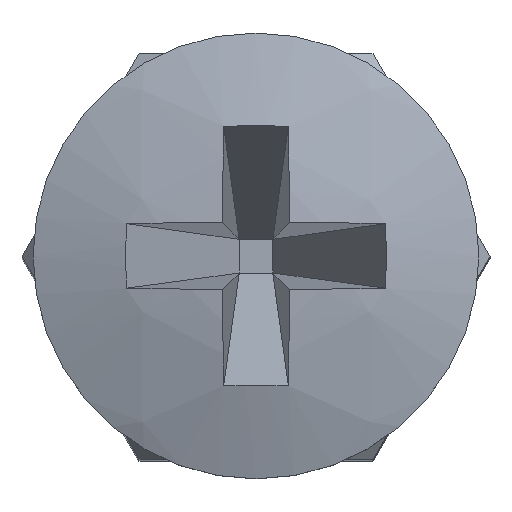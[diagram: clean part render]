
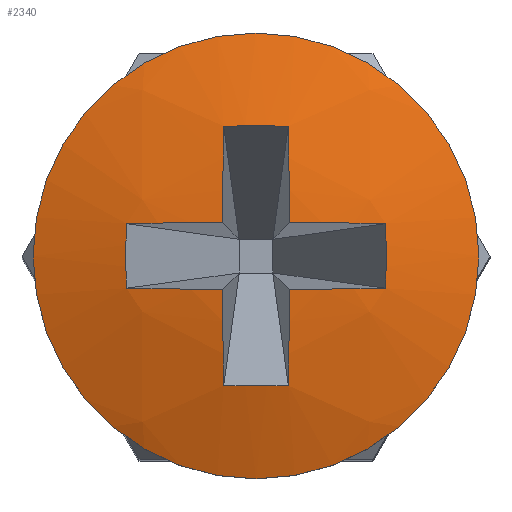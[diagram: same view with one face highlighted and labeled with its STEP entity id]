
A CAD part, top view. The second image highlights one B-rep face of the part: STEP entity #2340.
In plain terms, the highlighted spherical face has radius 7.4 mm.
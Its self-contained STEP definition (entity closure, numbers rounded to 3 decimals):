
#19=SPHERICAL_SURFACE('',#2537,7.4);
#48=FACE_BOUND('',#325,.T.);
#195=FACE_OUTER_BOUND('',#324,.T.);
#324=EDGE_LOOP('',(#2096));
#325=EDGE_LOOP('',(#2097,#2098,#2099,#2100,#2101,#2102,#2103,#2104,#2105,
#2106,#2107,#2108));
#385=CIRCLE('',#2536,2.75);
#386=CIRCLE('',#2538,6.933);
#387=CIRCLE('',#2539,7.396);
#388=CIRCLE('',#2540,7.396);
#389=CIRCLE('',#2541,6.933);
#390=CIRCLE('',#2542,7.396);
#391=CIRCLE('',#2543,7.396);
#392=CIRCLE('',#2544,6.933);
#393=CIRCLE('',#2545,7.396);
#394=CIRCLE('',#2546,7.396);
#395=CIRCLE('',#2547,6.933);
#396=CIRCLE('',#2548,7.396);
#397=CIRCLE('',#2549,7.396);
#1069=VERTEX_POINT('',#7920);
#1070=VERTEX_POINT('',#7924);
#1071=VERTEX_POINT('',#7925);
#1072=VERTEX_POINT('',#7927);
#1073=VERTEX_POINT('',#7929);
#1074=VERTEX_POINT('',#7931);
#1075=VERTEX_POINT('',#7933);
#1076=VERTEX_POINT('',#7935);
#1077=VERTEX_POINT('',#7937);
#1078=VERTEX_POINT('',#7939);
#1079=VERTEX_POINT('',#7941);
#1080=VERTEX_POINT('',#7943);
#1081=VERTEX_POINT('',#7945);
#1412=EDGE_CURVE('',#1069,#1069,#385,.T.);
#1414=EDGE_CURVE('',#1070,#1071,#386,.T.);
#1415=EDGE_CURVE('',#1070,#1072,#387,.T.);
#1416=EDGE_CURVE('',#1072,#1073,#388,.T.);
#1417=EDGE_CURVE('',#1074,#1073,#389,.T.);
#1418=EDGE_CURVE('',#1074,#1075,#390,.T.);
#1419=EDGE_CURVE('',#1075,#1076,#391,.T.);
#1420=EDGE_CURVE('',#1077,#1076,#392,.T.);
#1421=EDGE_CURVE('',#1077,#1078,#393,.T.);
#1422=EDGE_CURVE('',#1078,#1079,#394,.T.);
#1423=EDGE_CURVE('',#1080,#1079,#395,.T.);
#1424=EDGE_CURVE('',#1080,#1081,#396,.T.);
#1425=EDGE_CURVE('',#1081,#1071,#397,.T.);
#2096=ORIENTED_EDGE('',*,*,#1412,.T.);
#2097=ORIENTED_EDGE('',*,*,#1414,.F.);
#2098=ORIENTED_EDGE('',*,*,#1415,.T.);
#2099=ORIENTED_EDGE('',*,*,#1416,.T.);
#2100=ORIENTED_EDGE('',*,*,#1417,.F.);
#2101=ORIENTED_EDGE('',*,*,#1418,.T.);
#2102=ORIENTED_EDGE('',*,*,#1419,.T.);
#2103=ORIENTED_EDGE('',*,*,#1420,.F.);
#2104=ORIENTED_EDGE('',*,*,#1421,.T.);
#2105=ORIENTED_EDGE('',*,*,#1422,.T.);
#2106=ORIENTED_EDGE('',*,*,#1423,.F.);
#2107=ORIENTED_EDGE('',*,*,#1424,.T.);
#2108=ORIENTED_EDGE('',*,*,#1425,.T.);
#2340=ADVANCED_FACE('',(#195,#48),#19,.T.);
#2536=AXIS2_PLACEMENT_3D('',#7921,#3017,#3018);
#2537=AXIS2_PLACEMENT_3D('',#7923,#3020,#3021);
#2538=AXIS2_PLACEMENT_3D('',#7926,#3022,#3023);
#2539=AXIS2_PLACEMENT_3D('',#7928,#3024,#3025);
#2540=AXIS2_PLACEMENT_3D('',#7930,#3026,#3027);
#2541=AXIS2_PLACEMENT_3D('',#7932,#3028,#3029);
#2542=AXIS2_PLACEMENT_3D('',#7934,#3030,#3031);
#2543=AXIS2_PLACEMENT_3D('',#7936,#3032,#3033);
#2544=AXIS2_PLACEMENT_3D('',#7938,#3034,#3035);
#2545=AXIS2_PLACEMENT_3D('',#7940,#3036,#3037);
#2546=AXIS2_PLACEMENT_3D('',#7942,#3038,#3039);
#2547=AXIS2_PLACEMENT_3D('',#7944,#3040,#3041);
#2548=AXIS2_PLACEMENT_3D('',#7946,#3042,#3043);
#2549=AXIS2_PLACEMENT_3D('',#7947,#3044,#3045);
#3017=DIRECTION('center_axis',(-1.,0.,0.));
#3018=DIRECTION('ref_axis',(0.,0.,1.));
#3020=DIRECTION('center_axis',(0.,0.,1.));
#3021=DIRECTION('ref_axis',(0.,-1.,0.));
#3022=DIRECTION('center_axis',(-0.544,0.839,0.));
#3023=DIRECTION('ref_axis',(0.839,0.544,0.));
#3024=DIRECTION('center_axis',(0.089,0.,
-0.996));
#3025=DIRECTION('ref_axis',(0.996,0.,0.089));
#3026=DIRECTION('center_axis',(0.089,-0.996,0.));
#3027=DIRECTION('ref_axis',(-0.996,-0.089,0.));
#3028=DIRECTION('center_axis',(-0.544,0.,
0.839));
#3029=DIRECTION('ref_axis',(-0.839,0.,-0.544));
#3030=DIRECTION('center_axis',(0.089,0.996,0.));
#3031=DIRECTION('ref_axis',(0.996,-0.089,0.));
#3032=DIRECTION('center_axis',(0.089,0.,
-0.996));
#3033=DIRECTION('ref_axis',(0.996,0.,0.089));
#3034=DIRECTION('center_axis',(-0.544,-0.839,0.));
#3035=DIRECTION('ref_axis',(-0.839,0.544,0.));
#3036=DIRECTION('center_axis',(0.089,0.,
0.996));
#3037=DIRECTION('ref_axis',(-0.996,0.,0.089));
#3038=DIRECTION('center_axis',(0.089,0.996,0.));
#3039=DIRECTION('ref_axis',(0.996,-0.089,0.));
#3040=DIRECTION('center_axis',(-0.544,0.,
-0.839));
#3041=DIRECTION('ref_axis',(0.839,0.,-0.544));
#3042=DIRECTION('center_axis',(0.089,-0.996,0.));
#3043=DIRECTION('ref_axis',(-0.996,-0.089,0.));
#3044=DIRECTION('center_axis',(0.089,0.,
0.996));
#3045=DIRECTION('ref_axis',(-0.996,0.,0.089));
#7920=CARTESIAN_POINT('',(0.53,0.,-2.75));
#7921=CARTESIAN_POINT('Origin',(0.53,0.,0.));
#7923=CARTESIAN_POINT('Origin',(7.4,0.,0.));
#7924=CARTESIAN_POINT('',(0.186,-1.599,-0.398));
#7925=CARTESIAN_POINT('',(0.186,-1.599,0.398));
#7926=CARTESIAN_POINT('Origin',(5.992,2.169,0.));
#7927=CARTESIAN_POINT('',(0.023,-0.413,-0.413));
#7928=CARTESIAN_POINT('Origin',(7.378,0.,
0.242));
#7929=CARTESIAN_POINT('',(0.186,-0.398,-1.599));
#7930=CARTESIAN_POINT('Origin',(7.378,0.242,0.));
#7931=CARTESIAN_POINT('',(0.186,0.398,-1.599));
#7932=CARTESIAN_POINT('Origin',(5.992,0.,
2.169));
#7933=CARTESIAN_POINT('',(0.023,0.413,-0.413));
#7934=CARTESIAN_POINT('Origin',(7.378,-0.242,0.));
#7935=CARTESIAN_POINT('',(0.186,1.599,-0.398));
#7936=CARTESIAN_POINT('Origin',(7.378,0.,
0.242));
#7937=CARTESIAN_POINT('',(0.186,1.599,0.398));
#7938=CARTESIAN_POINT('Origin',(5.992,-2.169,0.));
#7939=CARTESIAN_POINT('',(0.023,0.413,0.413));
#7940=CARTESIAN_POINT('Origin',(7.378,0.,-0.242));
#7941=CARTESIAN_POINT('',(0.186,0.398,1.599));
#7942=CARTESIAN_POINT('Origin',(7.378,-0.242,0.));
#7943=CARTESIAN_POINT('',(0.186,-0.398,1.599));
#7944=CARTESIAN_POINT('Origin',(5.992,0.,-2.169));
#7945=CARTESIAN_POINT('',(0.023,-0.413,0.413));
#7946=CARTESIAN_POINT('Origin',(7.378,0.242,0.));
#7947=CARTESIAN_POINT('Origin',(7.378,0.,-0.242));
